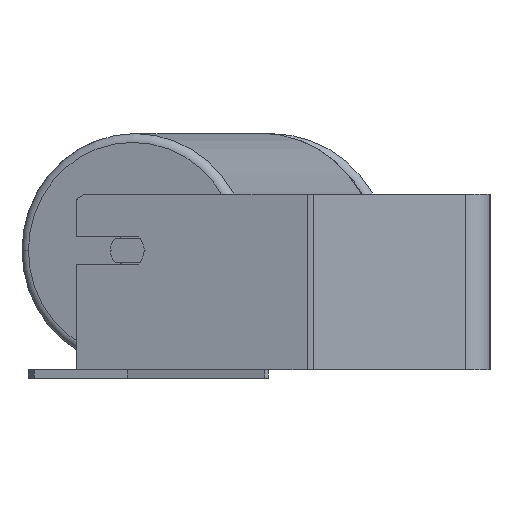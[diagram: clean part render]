
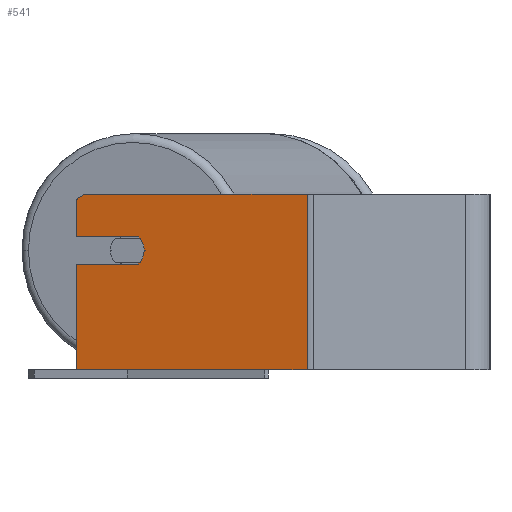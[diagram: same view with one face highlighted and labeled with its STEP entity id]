
A CAD part, left-side view. The second image highlights one B-rep face of the part: STEP entity #541.
In plain terms, the highlighted planar face has unit normal (-0.966, 0.259, 0).
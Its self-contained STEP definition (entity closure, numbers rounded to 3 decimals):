
#62 = DIRECTION ( 'NONE',  ( 0., 0., -1. ) ) ;
#136 = CARTESIAN_POINT ( 'NONE',  ( -464.303, 235.714, 50. ) ) ;
#142 = LINE ( 'NONE', #867, #7923 ) ;
#239 = VECTOR ( 'NONE', #8197, 1000. ) ;
#267 = DIRECTION ( 'NONE',  ( -0.966, 0.259, 0. ) ) ;
#346 = CARTESIAN_POINT ( 'NONE',  ( -472.068, 206.736, 18. ) ) ;
#383 = CARTESIAN_POINT ( 'NONE',  ( -464.303, 235.714, 26. ) ) ;
#541 = ADVANCED_FACE ( 'NONE', ( #5137 ), #8042, .F. ) ;
#700 = DIRECTION ( 'NONE',  ( 0.259, 0.966, 0. ) ) ;
#707 = DIRECTION ( 'NONE',  ( 0., 0., -1. ) ) ;
#867 = CARTESIAN_POINT ( 'NONE',  ( -464.303, 235.714, 50. ) ) ;
#929 = CARTESIAN_POINT ( 'NONE',  ( -499.523, 104.273, 50. ) ) ;
#1105 = ORIENTED_EDGE ( 'NONE', *, *, #1632, .T. ) ;
#1475 = CARTESIAN_POINT ( 'NONE',  ( -473.621, 200.941, 26. ) ) ;
#1518 = CARTESIAN_POINT ( 'NONE',  ( -499.523, 104.273, 50. ) ) ;
#1550 = LINE ( 'NONE', #1475, #2321 ) ;
#1632 = EDGE_CURVE ( 'NONE', #4537, #6717, #142, .T. ) ;
#2295 = DIRECTION ( 'NONE',  ( -0.259, -0.966, 0. ) ) ;
#2321 = VECTOR ( 'NONE', #700, 1000. ) ;
#2406 = DIRECTION ( 'NONE',  ( -0.259, -0.966, 0. ) ) ;
#2532 = CARTESIAN_POINT ( 'NONE',  ( -464.303, 235.714, 47.113 ) ) ;
#2626 = CARTESIAN_POINT ( 'NONE',  ( -464.303, 235.714, 47.113 ) ) ;
#2966 = CARTESIAN_POINT ( 'NONE',  ( -464.303, 235.714, 50. ) ) ;
#2995 = DIRECTION ( 'NONE',  ( -0.966, 0.259, 0. ) ) ;
#3046 = CARTESIAN_POINT ( 'NONE',  ( -499.523, 104.273, -50. ) ) ;
#3137 = AXIS2_PLACEMENT_3D ( 'NONE', #2966, #8629, #4376 ) ;
#3461 = LINE ( 'NONE', #1518, #7963 ) ;
#3587 = EDGE_CURVE ( 'NONE', #6723, #5683, #3461, .T. ) ;
#3881 = EDGE_CURVE ( 'NONE', #5647, #5404, #3946, .T. ) ;
#3895 = VERTEX_POINT ( 'NONE', #6042 ) ;
#3946 = LINE ( 'NONE', #2532, #239 ) ;
#4133 = CARTESIAN_POINT ( 'NONE',  ( -464.303, 235.714, -50. ) ) ;
#4376 = DIRECTION ( 'NONE',  ( 0.259, 0.966, 0. ) ) ;
#4395 = CARTESIAN_POINT ( 'NONE',  ( -465.597, 230.885, 50. ) ) ;
#4537 = VERTEX_POINT ( 'NONE', #7375 ) ;
#4669 = LINE ( 'NONE', #4133, #6716 ) ;
#4678 = CIRCLE ( 'NONE', #8028, 10. ) ;
#4808 = DIRECTION ( 'NONE',  ( -0.259, -0.966, 0. ) ) ;
#5110 = ORIENTED_EDGE ( 'NONE', *, *, #8696, .T. ) ;
#5137 = FACE_OUTER_BOUND ( 'NONE', #8805, .T. ) ;
#5152 = ORIENTED_EDGE ( 'NONE', *, *, #7544, .F. ) ;
#5382 = AXIS2_PLACEMENT_3D ( 'NONE', #346, #2995, #2406 ) ;
#5404 = VERTEX_POINT ( 'NONE', #2626 ) ;
#5583 = CARTESIAN_POINT ( 'NONE',  ( -464.303, 235.714, -50. ) ) ;
#5647 = VERTEX_POINT ( 'NONE', #4395 ) ;
#5654 = EDGE_CURVE ( 'NONE', #9008, #3895, #6862, .T. ) ;
#5683 = VERTEX_POINT ( 'NONE', #3046 ) ;
#5882 = CARTESIAN_POINT ( 'NONE',  ( -472.068, 206.736, 18. ) ) ;
#6042 = CARTESIAN_POINT ( 'NONE',  ( -473.621, 200.941, 26. ) ) ;
#6134 = VERTEX_POINT ( 'NONE', #383 ) ;
#6196 = ORIENTED_EDGE ( 'NONE', *, *, #3587, .F. ) ;
#6271 = VECTOR ( 'NONE', #8338, 1000. ) ;
#6415 = EDGE_CURVE ( 'NONE', #5647, #6723, #6451, .T. ) ;
#6451 = LINE ( 'NONE', #7051, #7006 ) ;
#6469 = ORIENTED_EDGE ( 'NONE', *, *, #9025, .F. ) ;
#6670 = DIRECTION ( 'NONE',  ( -0.259, -0.966, 0. ) ) ;
#6716 = VECTOR ( 'NONE', #8250, 1000. ) ;
#6717 = VERTEX_POINT ( 'NONE', #5583 ) ;
#6723 = VERTEX_POINT ( 'NONE', #929 ) ;
#6734 = LINE ( 'NONE', #8202, #9052 ) ;
#6862 = CIRCLE ( 'NONE', #5382, 10. ) ;
#7006 = VECTOR ( 'NONE', #2295, 1000. ) ;
#7051 = CARTESIAN_POINT ( 'NONE',  ( -464.303, 235.714, 50. ) ) ;
#7142 = ORIENTED_EDGE ( 'NONE', *, *, #5654, .F. ) ;
#7375 = CARTESIAN_POINT ( 'NONE',  ( -464.303, 235.714, 10. ) ) ;
#7382 = CARTESIAN_POINT ( 'NONE',  ( -473.621, 200.941, 10. ) ) ;
#7544 = EDGE_CURVE ( 'NONE', #4537, #8290, #6734, .T. ) ;
#7630 = EDGE_CURVE ( 'NONE', #5404, #6134, #7758, .T. ) ;
#7638 = ORIENTED_EDGE ( 'NONE', *, *, #3881, .T. ) ;
#7644 = EDGE_CURVE ( 'NONE', #3895, #6134, #1550, .T. ) ;
#7758 = LINE ( 'NONE', #136, #6271 ) ;
#7923 = VECTOR ( 'NONE', #62, 1000. ) ;
#7963 = VECTOR ( 'NONE', #707, 1000. ) ;
#8028 = AXIS2_PLACEMENT_3D ( 'NONE', #5882, #267, #6670 ) ;
#8042 = PLANE ( 'NONE',  #3137 ) ;
#8089 = ORIENTED_EDGE ( 'NONE', *, *, #7630, .T. ) ;
#8197 = DIRECTION ( 'NONE',  ( 0.224, 0.837, -0.5 ) ) ;
#8202 = CARTESIAN_POINT ( 'NONE',  ( -473.621, 200.941, 10. ) ) ;
#8250 = DIRECTION ( 'NONE',  ( -0.259, -0.966, 0. ) ) ;
#8273 = ORIENTED_EDGE ( 'NONE', *, *, #6415, .F. ) ;
#8290 = VERTEX_POINT ( 'NONE', #7382 ) ;
#8338 = DIRECTION ( 'NONE',  ( 0., 0., -1. ) ) ;
#8629 = DIRECTION ( 'NONE',  ( 0.966, -0.259, 0. ) ) ;
#8696 = EDGE_CURVE ( 'NONE', #6717, #5683, #4669, .T. ) ;
#8723 = CARTESIAN_POINT ( 'NONE',  ( -474.656, 197.077, 18. ) ) ;
#8805 = EDGE_LOOP ( 'NONE', ( #8273, #7638, #8089, #8941, #7142, #6469, #5152, #1105, #5110, #6196 ) ) ;
#8941 = ORIENTED_EDGE ( 'NONE', *, *, #7644, .F. ) ;
#9008 = VERTEX_POINT ( 'NONE', #8723 ) ;
#9025 = EDGE_CURVE ( 'NONE', #8290, #9008, #4678, .T. ) ;
#9052 = VECTOR ( 'NONE', #4808, 1000. ) ;
